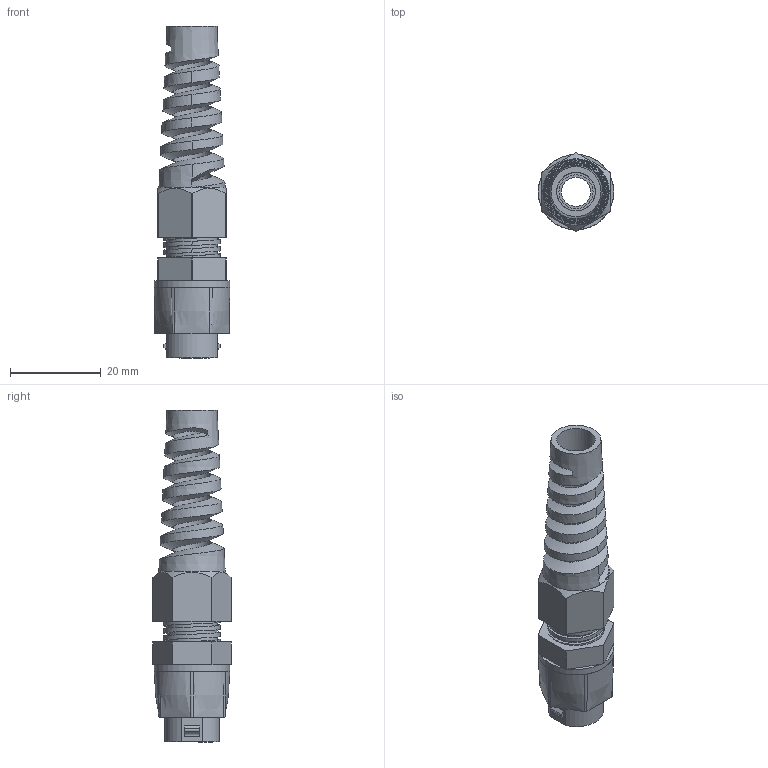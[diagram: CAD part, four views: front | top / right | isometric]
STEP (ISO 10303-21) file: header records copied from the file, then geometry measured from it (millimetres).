
FILE_DESCRIPTION(/* description */ (''),/* implementation_level */ '2;1');
FILE_NAME(/* name */ 'Bowden Cap PG7 (by FatalBulletHit).step',/* time_stamp */ '2024-03-31T21:12:40+02:00',/* author */ (''),/* organization */ (''),/* preprocessor_version */ 'ST-DEVELOPER v20',/* originating_system */ 'Autodesk Translation Framework v12.20.1.177',/* authorisation */ '');
FILE_SCHEMA (('AUTOMOTIVE_DESIGN { 1 0 10303 214 3 1 1 }'));
Length unit declared in the file: millimetre
Products named in the file (3): (Unsaved); 1.3b_BowdenCap_Open; bsspx-21-w_1
Assembly tree (2 placements, depth 2):
  (Unsaved)
    1.3b_BowdenCap_Open
    bsspx-21-w_1
Bounding box: 16.6 x 17.2 x 73 mm (x, y, z)
Volume: 6045 mm3; surface area: 8808.4 mm2
Topology: 5 solids, 5 shells, 202 faces, 557 edges, 372 vertices
Faces by surface type: plane 103, cylinder 61, bspline 27, cone 10, torus 1
Full cylindrical faces by diameter (mm): 6.4 x1, 8.2 x1, 8.4 x1, 8.5 x5, 8.6 x2, 10.65 x1, 11.83 x6, 12.1 x1, 12.4 x11, 12.5 x5, 16.6 x1
Entity records: 12741 total; most frequent: CARTESIAN_POINT 7684, ORIENTED_EDGE 1114, DIRECTION 943, EDGE_CURVE 557, VERTEX_POINT 372, AXIS2_PLACEMENT_3D 340, LINE 263, VECTOR 263
